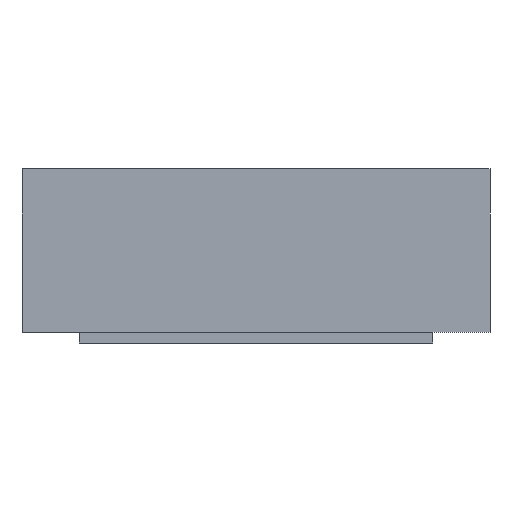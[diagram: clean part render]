
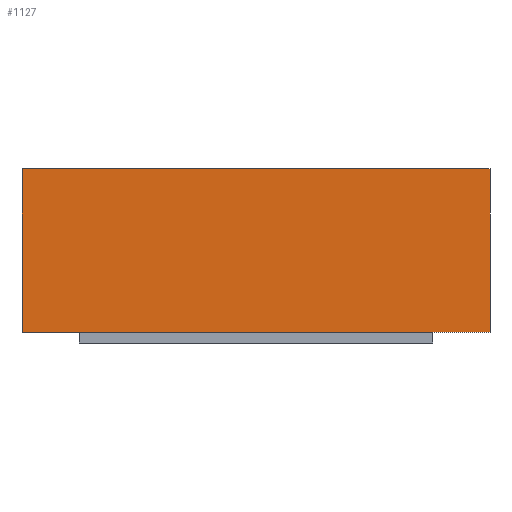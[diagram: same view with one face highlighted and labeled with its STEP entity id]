
A CAD part, left-side view. The second image highlights one B-rep face of the part: STEP entity #1127.
In plain terms, the highlighted planar face has unit normal (-1, 0, 0).
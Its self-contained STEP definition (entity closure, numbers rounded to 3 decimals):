
#226 = VERTEX_POINT('',#227);
#227 = CARTESIAN_POINT('',(-2.15,2.15,1.6));
#235 = EDGE_CURVE('',#236,#226,#238,.T.);
#236 = VERTEX_POINT('',#237);
#237 = CARTESIAN_POINT('',(-2.15,-2.15,1.6));
#238 = LINE('',#239,#240);
#239 = CARTESIAN_POINT('',(-2.15,2.15,1.6));
#240 = VECTOR('',#241,1.);
#241 = DIRECTION('',(0.,1.,0.));
#1107 = EDGE_CURVE('',#226,#1108,#1110,.T.);
#1108 = VERTEX_POINT('',#1109);
#1109 = CARTESIAN_POINT('',(-2.15,2.15,0.1));
#1110 = LINE('',#1111,#1112);
#1111 = CARTESIAN_POINT('',(-2.15,2.15,1.6));
#1112 = VECTOR('',#1113,1.);
#1113 = DIRECTION('',(0.,0.,-1.));
#1127 = ADVANCED_FACE('',(#1128),#1146,.F.);
#1128 = FACE_BOUND('',#1129,.T.);
#1129 = EDGE_LOOP('',(#1130,#1138,#1139,#1140));
#1130 = ORIENTED_EDGE('',*,*,#1131,.F.);
#1131 = EDGE_CURVE('',#236,#1132,#1134,.T.);
#1132 = VERTEX_POINT('',#1133);
#1133 = CARTESIAN_POINT('',(-2.15,-2.15,0.1));
#1134 = LINE('',#1135,#1136);
#1135 = CARTESIAN_POINT('',(-2.15,-2.15,1.6));
#1136 = VECTOR('',#1137,1.);
#1137 = DIRECTION('',(0.,0.,-1.));
#1138 = ORIENTED_EDGE('',*,*,#235,.T.);
#1139 = ORIENTED_EDGE('',*,*,#1107,.T.);
#1140 = ORIENTED_EDGE('',*,*,#1141,.F.);
#1141 = EDGE_CURVE('',#1132,#1108,#1142,.T.);
#1142 = LINE('',#1143,#1144);
#1143 = CARTESIAN_POINT('',(-2.15,-2.15,0.1));
#1144 = VECTOR('',#1145,1.);
#1145 = DIRECTION('',(0.,1.,0.));
#1146 = PLANE('',#1147);
#1147 = AXIS2_PLACEMENT_3D('',#1148,#1149,#1150);
#1148 = CARTESIAN_POINT('',(-2.15,-2.15,1.6));
#1149 = DIRECTION('',(1.,0.,0.));
#1150 = DIRECTION('',(0.,1.,0.));
